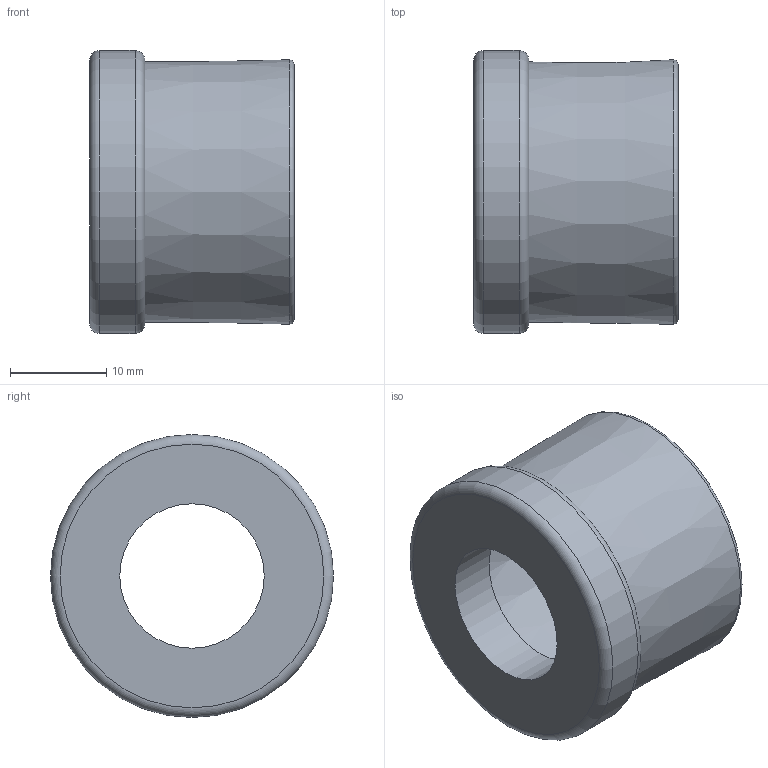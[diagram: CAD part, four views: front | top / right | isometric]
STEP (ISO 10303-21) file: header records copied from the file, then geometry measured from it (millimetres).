
FILE_DESCRIPTION(/* description */ (''),/* implementation_level */ '2;1');
FILE_NAME(/* name */ 'P-TET-000136-0.step',/* time_stamp */ '2021-07-08T22:23:48+01:00',/* author */ (''),/* organization */ (''),/* preprocessor_version */ 'ST-DEVELOPER v18.1',/* originating_system */ 'Autodesk Translation Framework v10.9.0.1377',/* authorisation */ '');
FILE_SCHEMA (('AUTOMOTIVE_DESIGN { 1 0 10303 214 3 1 1 }'));
Length unit declared in the file: millimetre
Products named in the file (1): P-TET-000136-0
Bounding box: 21.24 x 29.4 x 29.4 mm (x, y, z)
Volume: 5689.5 mm3; surface area: 4503 mm2
Topology: 2 solids, 2 shells, 15 faces, 32 edges, 21 vertices
Faces by surface type: plane 4, torus 4, cone 4, cylinder 3
Full cylindrical faces by diameter (mm): 15 x1, 22.027 x1, 29.4 x1
Entity records: 470 total; most frequent: DIRECTION 89, CARTESIAN_POINT 69, ORIENTED_EDGE 64, AXIS2_PLACEMENT_3D 41, EDGE_CURVE 32, CIRCLE 25, VERTEX_POINT 21, EDGE_LOOP 19
